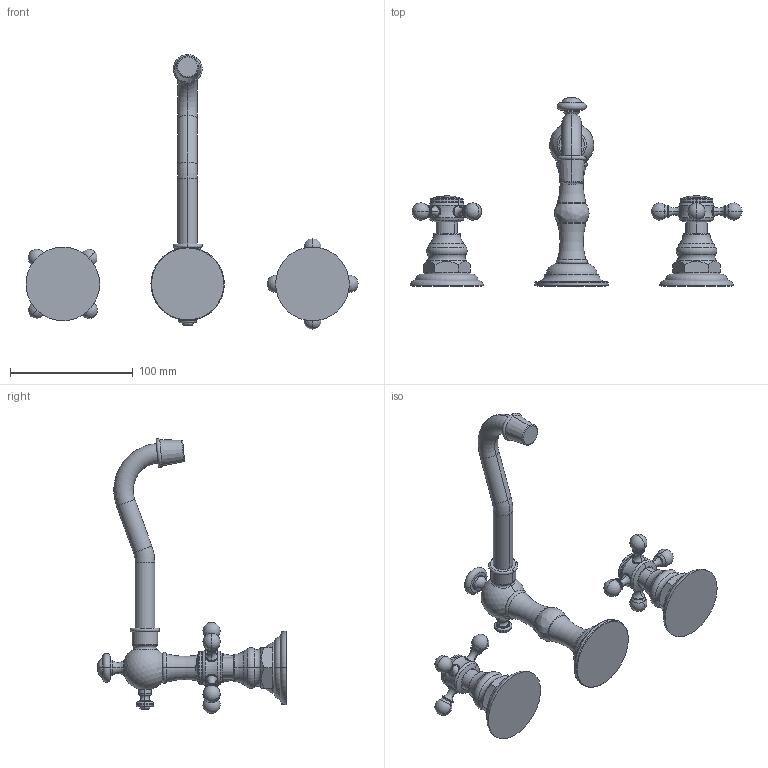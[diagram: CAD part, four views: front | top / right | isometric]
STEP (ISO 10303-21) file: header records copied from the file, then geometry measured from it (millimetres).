
FILE_DESCRIPTION((''),'2;1');
FILE_NAME('930','2020-11-26T10:12:54',('jinson.thomas'),(''),'CREO PARAMETRIC BY PTC INC, 2018400','CREO PARAMETRIC BY PTC INC, 2018400','');
FILE_SCHEMA(('CONFIG_CONTROL_DESIGN'));
Length unit declared in the file: inch
Products named in the file (1): 930
Bounding box: 270.19 x 153.02 x 223.7 mm (x, y, z)
Volume: 268975.6 mm3; surface area: 60550.4 mm2
Topology: 3 solids, 3 shells, 483 faces, 1121 edges, 654 vertices
Faces by surface type: torus 142, plane 131, cylinder 106, cone 48, sphere 34, bspline 14, extrusion 8
Entity records: 16114 total; most frequent: CARTESIAN_POINT 5022, DIRECTION 2581, ORIENTED_EDGE 2190, AXIS2_PLACEMENT_3D 1154, EDGE_CURVE 1095, CIRCLE 693, VERTEX_POINT 654, EDGE_LOOP 519
